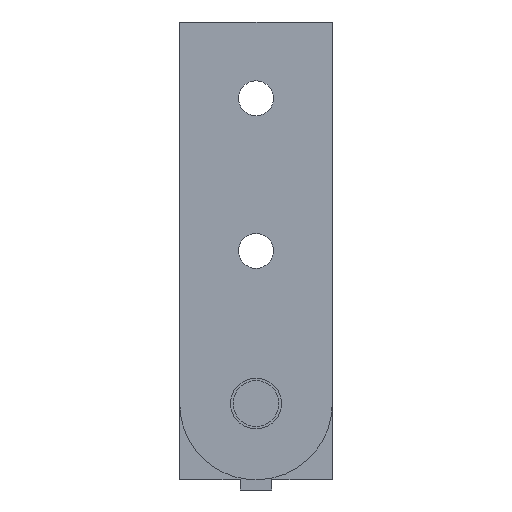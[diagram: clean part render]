
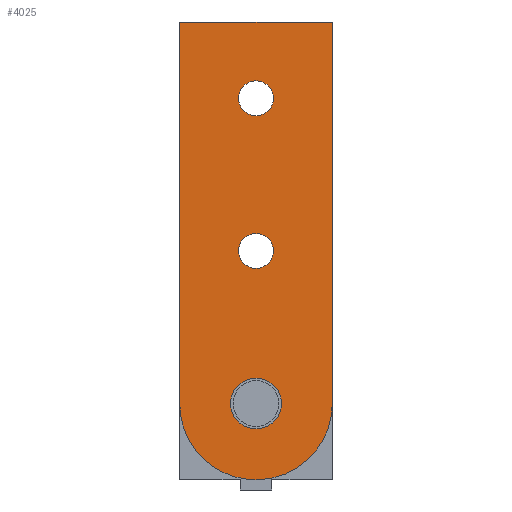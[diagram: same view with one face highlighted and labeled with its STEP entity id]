
A CAD part, left-side view. The second image highlights one B-rep face of the part: STEP entity #4025.
In plain terms, the highlighted planar face has unit normal (-1, 0, 0).
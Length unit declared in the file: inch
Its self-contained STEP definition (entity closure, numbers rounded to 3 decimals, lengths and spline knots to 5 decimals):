
#3651=CARTESIAN_POINT('',(-0.997,0.53033,0.21967));
#3652=VERTEX_POINT('',#3651);
#3668=CARTESIAN_POINT('',(-0.997,-0.75,0.75));
#3669=VERTEX_POINT('',#3668);
#3676=CARTESIAN_POINT('',(-0.997,0.,0.75));
#3677=DIRECTION('',(1.0,0.,0.));
#3678=DIRECTION('',(0.,0.707,-0.707));
#3679=AXIS2_PLACEMENT_3D('',#3676,#3677,#3678);
#3680=CIRCLE('',#3679,0.75);
#3681=EDGE_CURVE('',#3669,#3652,#3680,.T.);
#3691=CARTESIAN_POINT('',(-0.997,-0.25,0.75));
#3692=VERTEX_POINT('',#3691);
#3701=CARTESIAN_POINT('',(-0.997,0.25,0.75));
#3702=VERTEX_POINT('',#3701);
#3703=CARTESIAN_POINT('',(-0.997,0.,0.75));
#3704=DIRECTION('',(1.0,0.0,0.0));
#3705=DIRECTION('',(0.0,-1.0,0.0));
#3706=AXIS2_PLACEMENT_3D('',#3703,#3704,#3705);
#3707=CIRCLE('',#3706,0.25);
#3708=EDGE_CURVE('',#3702,#3692,#3707,.T.);
#3733=CARTESIAN_POINT('',(-0.997,-0.171,3.75));
#3734=VERTEX_POINT('',#3733);
#3743=CARTESIAN_POINT('',(-0.997,0.171,3.75));
#3744=VERTEX_POINT('',#3743);
#3745=CARTESIAN_POINT('',(-0.997,0.,3.75));
#3746=DIRECTION('',(1.0,0.0,0.0));
#3747=DIRECTION('',(0.0,-1.0,0.0));
#3748=AXIS2_PLACEMENT_3D('',#3745,#3746,#3747);
#3749=CIRCLE('',#3748,0.171);
#3750=EDGE_CURVE('',#3744,#3734,#3749,.T.);
#3775=CARTESIAN_POINT('',(-0.997,-0.171,2.25));
#3776=VERTEX_POINT('',#3775);
#3785=CARTESIAN_POINT('',(-0.997,0.171,2.25));
#3786=VERTEX_POINT('',#3785);
#3787=CARTESIAN_POINT('',(-0.997,0.,2.25));
#3788=DIRECTION('',(1.0,0.0,0.0));
#3789=DIRECTION('',(0.0,-1.0,0.0));
#3790=AXIS2_PLACEMENT_3D('',#3787,#3788,#3789);
#3791=CIRCLE('',#3790,0.171);
#3792=EDGE_CURVE('',#3786,#3776,#3791,.T.);
#3826=CARTESIAN_POINT('',(-0.997,0.,2.25));
#3827=DIRECTION('',(1.0,0.0,0.0));
#3828=DIRECTION('',(0.0,-1.0,0.0));
#3829=AXIS2_PLACEMENT_3D('',#3826,#3827,#3828);
#3830=CIRCLE('',#3829,0.171);
#3831=EDGE_CURVE('',#3776,#3786,#3830,.T.);
#3850=CARTESIAN_POINT('',(-0.997,0.,3.75));
#3851=DIRECTION('',(1.0,0.0,0.0));
#3852=DIRECTION('',(0.0,-1.0,0.0));
#3853=AXIS2_PLACEMENT_3D('',#3850,#3851,#3852);
#3854=CIRCLE('',#3853,0.171);
#3855=EDGE_CURVE('',#3734,#3744,#3854,.T.);
#3874=CARTESIAN_POINT('',(-0.997,0.,0.75));
#3875=DIRECTION('',(1.0,0.0,0.0));
#3876=DIRECTION('',(0.0,-1.0,0.0));
#3877=AXIS2_PLACEMENT_3D('',#3874,#3875,#3876);
#3878=CIRCLE('',#3877,0.25);
#3879=EDGE_CURVE('',#3692,#3702,#3878,.T.);
#3889=CARTESIAN_POINT('',(-0.997,-0.75,4.5));
#3890=VERTEX_POINT('',#3889);
#3891=CARTESIAN_POINT('',(-0.997,-0.75,4.5));
#3892=DIRECTION('',(0.0,0.0,-1.0));
#3893=VECTOR('',#3892,3.75);
#3894=LINE('',#3891,#3893);
#3895=EDGE_CURVE('',#3890,#3669,#3894,.T.);
#3921=CARTESIAN_POINT('',(-0.997,0.75,0.75));
#3922=VERTEX_POINT('',#3921);
#3923=CARTESIAN_POINT('',(-0.997,0.,0.75));
#3924=DIRECTION('',(1.0,0.,0.));
#3925=DIRECTION('',(0.,0.707,-0.707));
#3926=AXIS2_PLACEMENT_3D('',#3923,#3924,#3925);
#3927=CIRCLE('',#3926,0.75);
#3928=EDGE_CURVE('',#3652,#3922,#3927,.T.);
#3953=CARTESIAN_POINT('',(-0.997,0.75,4.5));
#3954=VERTEX_POINT('',#3953);
#3955=CARTESIAN_POINT('',(-0.997,0.75,0.75));
#3956=DIRECTION('',(0.0,0.0,1.0));
#3957=VECTOR('',#3956,3.75);
#3958=LINE('',#3955,#3957);
#3959=EDGE_CURVE('',#3922,#3954,#3958,.T.);
#3984=CARTESIAN_POINT('',(-0.997,0.75,4.5));
#3985=DIRECTION('',(0.0,-1.0,0.0));
#3986=VECTOR('',#3985,1.5);
#3987=LINE('',#3984,#3986);
#3988=EDGE_CURVE('',#3954,#3890,#3987,.T.);
#4001=CARTESIAN_POINT('',(-0.997,-0.75,4.5));
#4002=DIRECTION('',(-1.0,0.0,0.0));
#4003=DIRECTION('',(0.0,1.0,0.0));
#4004=AXIS2_PLACEMENT_3D('',#4001,#4002,#4003);
#4005=PLANE('',#4004);
#4006=ORIENTED_EDGE('',*,*,#3895,.F.);
#4007=ORIENTED_EDGE('',*,*,#3988,.F.);
#4008=ORIENTED_EDGE('',*,*,#3959,.F.);
#4009=ORIENTED_EDGE('',*,*,#3928,.F.);
#4010=ORIENTED_EDGE('',*,*,#3681,.F.);
#4011=EDGE_LOOP('',(#4006,#4007,#4008,#4009,#4010));
#4012=FACE_OUTER_BOUND('',#4011,.T.);
#4013=ORIENTED_EDGE('',*,*,#3831,.T.);
#4014=ORIENTED_EDGE('',*,*,#3792,.T.);
#4015=EDGE_LOOP('',(#4013,#4014));
#4016=FACE_BOUND('',#4015,.T.);
#4017=ORIENTED_EDGE('',*,*,#3855,.T.);
#4018=ORIENTED_EDGE('',*,*,#3750,.T.);
#4019=EDGE_LOOP('',(#4017,#4018));
#4020=FACE_BOUND('',#4019,.T.);
#4021=ORIENTED_EDGE('',*,*,#3879,.T.);
#4022=ORIENTED_EDGE('',*,*,#3708,.T.);
#4023=EDGE_LOOP('',(#4021,#4022));
#4024=FACE_BOUND('',#4023,.T.);
#4025=ADVANCED_FACE('',(#4012,#4016,#4020,#4024),#4005,.T.);
